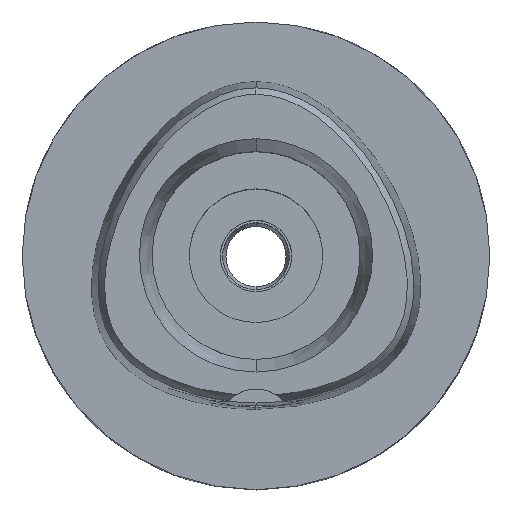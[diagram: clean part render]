
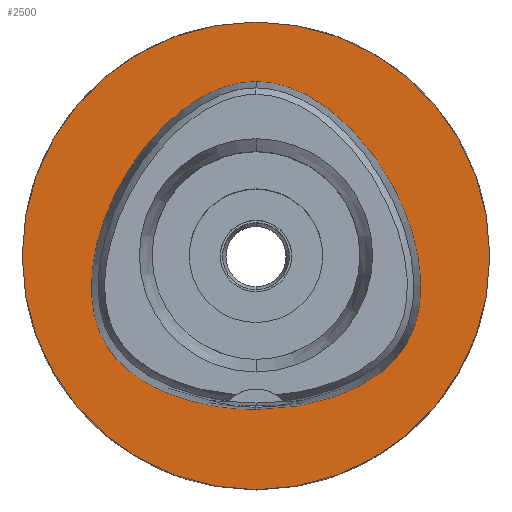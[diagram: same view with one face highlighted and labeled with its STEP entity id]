
A CAD part, top view. The second image highlights one B-rep face of the part: STEP entity #2500.
In plain terms, the highlighted planar face has unit normal (0, 0, 1).
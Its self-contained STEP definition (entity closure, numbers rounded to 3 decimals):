
#83 = CARTESIAN_POINT ( 'NONE',  ( 2.565, 23.293, 0. ) ) ;
#104 = CARTESIAN_POINT ( 'NONE',  ( 18.568, -14.169, 0. ) ) ;
#158 = CARTESIAN_POINT ( 'NONE',  ( 5.098, 22.526, 0. ) ) ;
#305 = CARTESIAN_POINT ( 'NONE',  ( -16.959, -15.678, 0. ) ) ;
#342 = EDGE_CURVE ( 'NONE', #3577, #3029, #3310, .T. ) ;
#473 = CARTESIAN_POINT ( 'NONE',  ( 2.114, -20.675, 0. ) ) ;
#490 = EDGE_LOOP ( 'NONE', ( #1585, #1709 ) ) ;
#523 = CARTESIAN_POINT ( 'NONE',  ( 0.855, 23.475, 0. ) ) ;
#576 = CARTESIAN_POINT ( 'NONE',  ( 0., 23.475, 0. ) ) ;
#577 = DIRECTION ( 'NONE',  ( 0., 0., -1. ) ) ;
#619 = CARTESIAN_POINT ( 'NONE',  ( 0., 0., 0. ) ) ;
#638 = CARTESIAN_POINT ( 'NONE',  ( -18.568, -14.169, 0. ) ) ;
#663 = CARTESIAN_POINT ( 'NONE',  ( -2.114, -20.675, 0. ) ) ;
#676 = CIRCLE ( 'NONE', #3367, 31.5 ) ;
#730 = CARTESIAN_POINT ( 'NONE',  ( 0., 23.475, 0. ) ) ;
#862 = CARTESIAN_POINT ( 'NONE',  ( 20.749, 4.657, 0. ) ) ;
#903 = CARTESIAN_POINT ( 'NONE',  ( 11.233, -18.893, 0. ) ) ;
#931 = DIRECTION ( 'NONE',  ( 0., 1., 0. ) ) ;
#955 = DIRECTION ( 'NONE',  ( 0., 0., -1. ) ) ;
#1184 = CARTESIAN_POINT ( 'NONE',  ( 6.341, -20.298, 0. ) ) ;
#1208 = CARTESIAN_POINT ( 'NONE',  ( 16.959, -15.678, 0. ) ) ;
#1255 = CARTESIAN_POINT ( 'NONE',  ( 22.057, -6.848, 0. ) ) ;
#1272 = VERTEX_POINT ( 'NONE', #2337 ) ;
#1309 = DIRECTION ( 'NONE',  ( 0., -1., 0. ) ) ;
#1350 = CARTESIAN_POINT ( 'NONE',  ( -19.649, -12.825, 0. ) ) ;
#1420 = CARTESIAN_POINT ( 'NONE',  ( 0., -20.675, 0. ) ) ;
#1570 = CARTESIAN_POINT ( 'NONE',  ( 0., -20.675, 0. ) ) ;
#1585 = ORIENTED_EDGE ( 'NONE', *, *, #4031, .F. ) ;
#1709 = ORIENTED_EDGE ( 'NONE', *, *, #3665, .F. ) ;
#1721 = CARTESIAN_POINT ( 'NONE',  ( -18.068, 10.432, 0. ) ) ;
#1731 = ORIENTED_EDGE ( 'NONE', *, *, #3464, .F. ) ;
#1826 = AXIS2_PLACEMENT_3D ( 'NONE', #4477, #4427, #4796 ) ;
#1967 = CARTESIAN_POINT ( 'NONE',  ( 20.932, -10.604, 0. ) ) ;
#2005 = PLANE ( 'NONE',  #4465 ) ;
#2047 = CARTESIAN_POINT ( 'NONE',  ( -5.098, 22.526, 0. ) ) ;
#2069 = CARTESIAN_POINT ( 'NONE',  ( 0., 0., 0. ) ) ;
#2228 = ORIENTED_EDGE ( 'NONE', *, *, #342, .F. ) ;
#2284 = CARTESIAN_POINT ( 'NONE',  ( 19.649, -12.825, 0. ) ) ;
#2310 = CARTESIAN_POINT ( 'NONE',  ( 14.673, -17.214, 0. ) ) ;
#2337 = CARTESIAN_POINT ( 'NONE',  ( 0., -31.5, 0. ) ) ;
#2358 = CARTESIAN_POINT ( 'NONE',  ( 20.35, -11.749, 0. ) ) ;
#2457 = CARTESIAN_POINT ( 'NONE',  ( -11.233, -18.893, 0. ) ) ;
#2496 = CARTESIAN_POINT ( 'NONE',  ( -7.571, 21.315, 0. ) ) ;
#2500 = ADVANCED_FACE ( 'NONE', ( #3152, #4265 ), #2005, .F. ) ;
#2695 = CARTESIAN_POINT ( 'NONE',  ( 0., 23.475, 0. ) ) ;
#2775 = CARTESIAN_POINT ( 'NONE',  ( -14.673, -17.214, 0. ) ) ;
#2811 = CARTESIAN_POINT ( 'NONE',  ( -22.245, -4.1, 0. ) ) ;
#2899 = CIRCLE ( 'NONE', #1826, 31.5 ) ;
#3029 = VERTEX_POINT ( 'NONE', #730 ) ;
#3041 = CARTESIAN_POINT ( 'NONE',  ( 22.245, -4.1, 0. ) ) ;
#3096 = CARTESIAN_POINT ( 'NONE',  ( 21.978, -0.281, 0. ) ) ;
#3152 = FACE_OUTER_BOUND ( 'NONE', #490, .T. ) ;
#3172 = CARTESIAN_POINT ( 'NONE',  ( -21.555, -8.996, 0. ) ) ;
#3190 = CARTESIAN_POINT ( 'NONE',  ( -0.855, 23.475, 0. ) ) ;
#3219 = CARTESIAN_POINT ( 'NONE',  ( -14.408, 15.641, 0. ) ) ;
#3310 = B_SPLINE_CURVE_WITH_KNOTS ( 'NONE', 3,
 ( #1570, #473, #1184, #903, #2310, #1208, #104, #2284, #2358, #1967, #4181, #1255, #3041, #3096, #862, #3409, #3830, #4203, #3388, #158, #83, #523, #2695 ),
 .UNSPECIFIED., .F., .F.,
 ( 4, 1, 1, 1, 1, 1, 1, 1, 1, 1, 1, 1, 1, 1, 1, 1, 1, 1, 1, 1, 4 ),
 ( 0., 0.083, 0.167, 0.208, 0.25, 0.292, 0.313, 0.333, 0.354, 0.375, 0.417, 0.458, 0.5, 0.583, 0.667, 0.75, 0.833, 0.875, 0.917, 0.958, 1. ),
 .UNSPECIFIED. ) ;
#3367 = AXIS2_PLACEMENT_3D ( 'NONE', #2069, #955, #931 ) ;
#3388 = CARTESIAN_POINT ( 'NONE',  ( 7.571, 21.315, 0. ) ) ;
#3409 = CARTESIAN_POINT ( 'NONE',  ( 18.068, 10.432, 0. ) ) ;
#3464 = EDGE_CURVE ( 'NONE', #3029, #3577, #4236, .T. ) ;
#3577 = VERTEX_POINT ( 'NONE', #1420 ) ;
#3587 = CARTESIAN_POINT ( 'NONE',  ( -20.749, 4.657, 0. ) ) ;
#3665 = EDGE_CURVE ( 'NONE', #1272, #3822, #2899, .T. ) ;
#3822 = VERTEX_POINT ( 'NONE', #3860 ) ;
#3830 = CARTESIAN_POINT ( 'NONE',  ( 14.408, 15.641, 0. ) ) ;
#3860 = CARTESIAN_POINT ( 'NONE',  ( 0., 31.5, 0. ) ) ;
#3959 = CARTESIAN_POINT ( 'NONE',  ( -2.565, 23.293, 0. ) ) ;
#3979 = CARTESIAN_POINT ( 'NONE',  ( -6.341, -20.298, 0. ) ) ;
#4031 = EDGE_CURVE ( 'NONE', #3822, #1272, #676, .T. ) ;
#4121 = EDGE_LOOP ( 'NONE', ( #1731, #2228 ) ) ;
#4181 = CARTESIAN_POINT ( 'NONE',  ( 21.555, -8.996, 0. ) ) ;
#4203 = CARTESIAN_POINT ( 'NONE',  ( 10.746, 19.174, 0. ) ) ;
#4236 = B_SPLINE_CURVE_WITH_KNOTS ( 'NONE', 3,
 ( #576, #3190, #3959, #2047, #2496, #4721, #3219, #1721, #3587, #4332, #2811, #4305, #3172, #4263, #4656, #1350, #638, #305, #2775, #2457, #3979, #663, #4284 ),
 .UNSPECIFIED., .F., .F.,
 ( 4, 1, 1, 1, 1, 1, 1, 1, 1, 1, 1, 1, 1, 1, 1, 1, 1, 1, 1, 1, 4 ),
 ( 0., 0.042, 0.083, 0.125, 0.167, 0.25, 0.333, 0.417, 0.5, 0.542, 0.583, 0.625, 0.646, 0.667, 0.688, 0.708, 0.75, 0.792, 0.833, 0.917, 1. ),
 .UNSPECIFIED. ) ;
#4263 = CARTESIAN_POINT ( 'NONE',  ( -20.932, -10.604, 0. ) ) ;
#4265 = FACE_BOUND ( 'NONE', #4121, .T. ) ;
#4284 = CARTESIAN_POINT ( 'NONE',  ( 0., -20.675, 0. ) ) ;
#4305 = CARTESIAN_POINT ( 'NONE',  ( -22.057, -6.848, 0. ) ) ;
#4332 = CARTESIAN_POINT ( 'NONE',  ( -21.978, -0.281, 0. ) ) ;
#4427 = DIRECTION ( 'NONE',  ( 0., 0., -1. ) ) ;
#4465 = AXIS2_PLACEMENT_3D ( 'NONE', #619, #577, #1309 ) ;
#4477 = CARTESIAN_POINT ( 'NONE',  ( 0., 0., 0. ) ) ;
#4656 = CARTESIAN_POINT ( 'NONE',  ( -20.35, -11.749, 0. ) ) ;
#4721 = CARTESIAN_POINT ( 'NONE',  ( -10.746, 19.174, 0. ) ) ;
#4796 = DIRECTION ( 'NONE',  ( 0., -1., 0. ) ) ;
